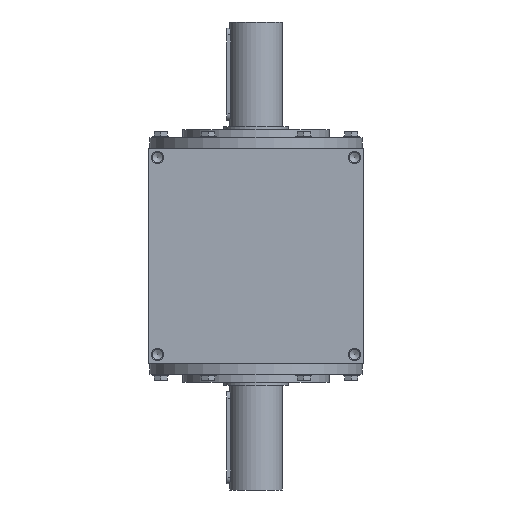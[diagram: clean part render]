
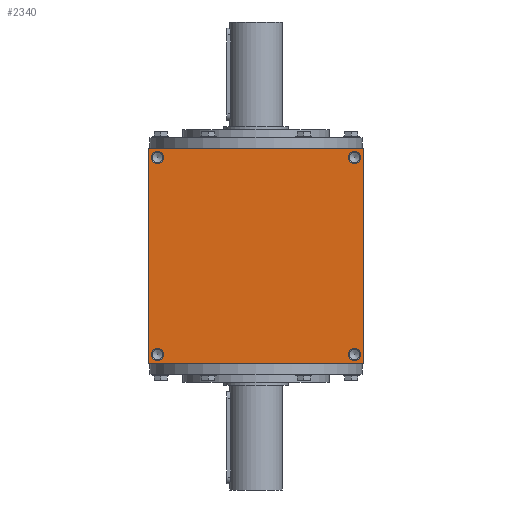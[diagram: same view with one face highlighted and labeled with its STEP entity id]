
A CAD part, left-side view. The second image highlights one B-rep face of the part: STEP entity #2340.
In plain terms, the highlighted face is planar.
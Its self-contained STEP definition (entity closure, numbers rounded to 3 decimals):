
#320=PLANE('',#2748);
#357=LINE('',#4231,#397);
#361=LINE('',#4248,#401);
#364=LINE('',#4264,#404);
#367=LINE('',#4278,#407);
#397=VECTOR('',#3406,1000.);
#401=VECTOR('',#3420,1000.);
#404=VECTOR('',#3435,1000.);
#407=VECTOR('',#3448,1000.);
#768=ORIENTED_EDGE('',*,*,#1194,.F.);
#769=ORIENTED_EDGE('',*,*,#1195,.T.);
#770=ORIENTED_EDGE('',*,*,#1196,.F.);
#771=ORIENTED_EDGE('',*,*,#1197,.T.);
#772=ORIENTED_EDGE('',*,*,#1164,.F.);
#773=ORIENTED_EDGE('',*,*,#1187,.F.);
#774=ORIENTED_EDGE('',*,*,#1180,.F.);
#775=ORIENTED_EDGE('',*,*,#1172,.F.);
#1164=EDGE_CURVE('',#1382,#1383,#357,.T.);
#1172=EDGE_CURVE('',#1383,#1390,#361,.T.);
#1180=EDGE_CURVE('',#1390,#1397,#364,.T.);
#1187=EDGE_CURVE('',#1397,#1382,#367,.T.);
#1194=EDGE_CURVE('',#1408,#1408,#1548,.T.);
#1195=EDGE_CURVE('',#1409,#1409,#1549,.T.);
#1196=EDGE_CURVE('',#1410,#1410,#1550,.T.);
#1197=EDGE_CURVE('',#1411,#1411,#1551,.T.);
#1382=VERTEX_POINT('',#4232);
#1383=VERTEX_POINT('',#4233);
#1390=VERTEX_POINT('',#4249);
#1397=VERTEX_POINT('',#4265);
#1408=VERTEX_POINT('',#4293);
#1409=VERTEX_POINT('',#4295);
#1410=VERTEX_POINT('',#4297);
#1411=VERTEX_POINT('',#4299);
#1548=CIRCLE('',#2749,10.);
#1549=CIRCLE('',#2750,10.);
#1550=CIRCLE('',#2751,10.);
#1551=CIRCLE('',#2752,10.);
#1733=EDGE_LOOP('',(#768));
#1734=EDGE_LOOP('',(#769));
#1735=EDGE_LOOP('',(#770));
#1736=EDGE_LOOP('',(#771));
#1737=EDGE_LOOP('',(#772,#773,#774,#775));
#2027=FACE_BOUND('',#1733,.T.);
#2028=FACE_BOUND('',#1734,.T.);
#2029=FACE_BOUND('',#1735,.T.);
#2030=FACE_BOUND('',#1736,.T.);
#2031=FACE_BOUND('',#1737,.T.);
#2340=ADVANCED_FACE('',(#2027,#2028,#2029,#2030,#2031),#320,.F.);
#2748=AXIS2_PLACEMENT_3D('',#4291,#3462,#3463);
#2749=AXIS2_PLACEMENT_3D('',#4292,#3464,#3465);
#2750=AXIS2_PLACEMENT_3D('',#4294,#3466,#3467);
#2751=AXIS2_PLACEMENT_3D('',#4296,#3468,#3469);
#2752=AXIS2_PLACEMENT_3D('',#4298,#3470,#3471);
#3406=DIRECTION('',(0.,-1.,0.));
#3420=DIRECTION('',(1.,0.,0.));
#3435=DIRECTION('',(0.,1.,0.));
#3448=DIRECTION('',(-1.,0.,0.));
#3462=DIRECTION('',(0.,0.,1.));
#3463=DIRECTION('',(1.,0.,0.));
#3464=DIRECTION('',(0.,0.,-1.));
#3465=DIRECTION('',(-1.,0.,0.));
#3466=DIRECTION('',(0.,0.,1.));
#3467=DIRECTION('',(1.,0.,0.));
#3468=DIRECTION('',(0.,0.,-1.));
#3469=DIRECTION('',(-1.,0.,0.));
#3470=DIRECTION('',(0.,0.,1.));
#3471=DIRECTION('',(1.,0.,0.));
#4231=CARTESIAN_POINT('',(-175.,175.,-175.));
#4232=CARTESIAN_POINT('',(-175.,175.,-175.));
#4233=CARTESIAN_POINT('',(-175.,-175.,-175.));
#4248=CARTESIAN_POINT('',(-175.,-175.,-175.));
#4249=CARTESIAN_POINT('',(175.,-175.,-175.));
#4264=CARTESIAN_POINT('',(175.,-175.,-175.));
#4265=CARTESIAN_POINT('',(175.,175.,-175.));
#4278=CARTESIAN_POINT('',(175.,175.,-175.));
#4291=CARTESIAN_POINT('',(0.,0.,-175.));
#4292=CARTESIAN_POINT('',(-160.,160.,-175.));
#4293=CARTESIAN_POINT('',(-170.,160.,-175.));
#4294=CARTESIAN_POINT('',(160.,160.,-175.));
#4295=CARTESIAN_POINT('',(170.,160.,-175.));
#4296=CARTESIAN_POINT('',(-160.,-160.,-175.));
#4297=CARTESIAN_POINT('',(-170.,-160.,-175.));
#4298=CARTESIAN_POINT('',(160.,-160.,-175.));
#4299=CARTESIAN_POINT('',(170.,-160.,-175.));
